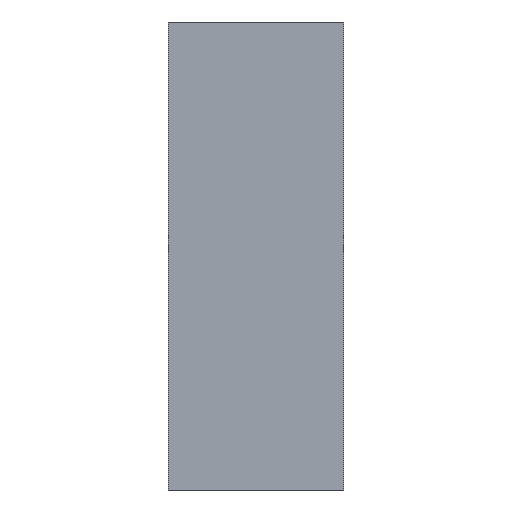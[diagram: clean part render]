
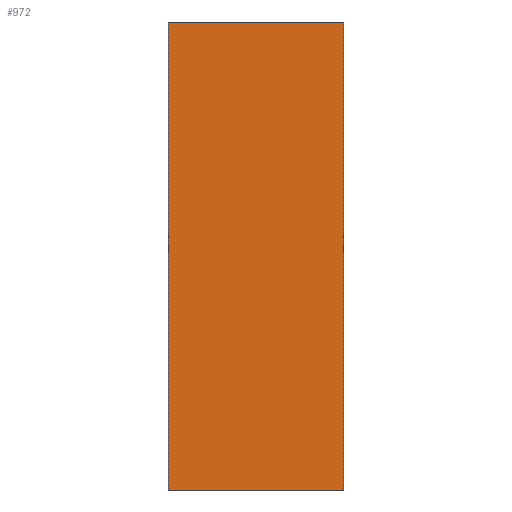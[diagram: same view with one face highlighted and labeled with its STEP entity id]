
A CAD part, left-side view. The second image highlights one B-rep face of the part: STEP entity #972.
In plain terms, the highlighted planar face has unit normal (-1, 0, 0).
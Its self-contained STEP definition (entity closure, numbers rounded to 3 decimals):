
#43 = VERTEX_POINT ( 'NONE', #2182 ) ;
#88 = VERTEX_POINT ( 'NONE', #2146 ) ;
#91 = VERTEX_POINT ( 'NONE', #2143 ) ;
#142 = VERTEX_POINT ( 'NONE', #995 ) ;
#166 = EDGE_LOOP ( 'NONE', ( #1649, #1648, #1647, #1646 ) ) ;
#408 = FACE_OUTER_BOUND ( 'NONE', #166, .T. ) ;
#575 = LINE ( 'NONE', #894, #576 ) ;
#576 = VECTOR ( 'NONE', #895, 1000. ) ;
#622 = EDGE_CURVE ( 'NONE', #88, #43, #1853, .T. ) ;
#728 = VECTOR ( 'NONE', #1217, 1000. ) ;
#742 = LINE ( 'NONE', #1196, #728 ) ;
#745 = LINE ( 'NONE', #1203, #746 ) ;
#746 = VECTOR ( 'NONE', #1204, 1000. ) ;
#894 = CARTESIAN_POINT ( 'NONE',  ( -1.6, 0.6, 1.6 ) ) ;
#895 = DIRECTION ( 'NONE',  ( 0., -1., 0. ) ) ;
#972 = ADVANCED_FACE ( 'NONE', ( #408 ), #2298, .F. ) ;
#995 = CARTESIAN_POINT ( 'NONE',  ( -1.6, 0., 0. ) ) ;
#1050 = EDGE_CURVE ( 'NONE', #88, #91, #575, .T. ) ;
#1079 = AXIS2_PLACEMENT_3D ( 'NONE', #2290, #2310, #2311 ) ;
#1196 = CARTESIAN_POINT ( 'NONE',  ( -1.6, 0.6, 0. ) ) ;
#1203 = CARTESIAN_POINT ( 'NONE',  ( -1.6, 0., 1.6 ) ) ;
#1204 = DIRECTION ( 'NONE',  ( 0., 0., -1. ) ) ;
#1217 = DIRECTION ( 'NONE',  ( 0., -1., 0. ) ) ;
#1527 = EDGE_CURVE ( 'NONE', #91, #142, #745, .T. ) ;
#1646 = ORIENTED_EDGE ( 'NONE', *, *, #622, .T. ) ;
#1647 = ORIENTED_EDGE ( 'NONE', *, *, #1050, .F. ) ;
#1648 = ORIENTED_EDGE ( 'NONE', *, *, #1527, .F. ) ;
#1649 = ORIENTED_EDGE ( 'NONE', *, *, #2134, .T. ) ;
#1853 = LINE ( 'NONE', #2380, #1874 ) ;
#1874 = VECTOR ( 'NONE', #2377, 1000. ) ;
#2134 = EDGE_CURVE ( 'NONE', #43, #142, #742, .T. ) ;
#2143 = CARTESIAN_POINT ( 'NONE',  ( -1.6, 0., 1.6 ) ) ;
#2146 = CARTESIAN_POINT ( 'NONE',  ( -1.6, 0.6, 1.6 ) ) ;
#2182 = CARTESIAN_POINT ( 'NONE',  ( -1.6, 0.6, 0. ) ) ;
#2290 = CARTESIAN_POINT ( 'NONE',  ( -1.6, 0.6, 1.6 ) ) ;
#2298 = PLANE ( 'NONE',  #1079 ) ;
#2310 = DIRECTION ( 'NONE',  ( 1., 0., 0. ) ) ;
#2311 = DIRECTION ( 'NONE',  ( 0., 1., 0. ) ) ;
#2377 = DIRECTION ( 'NONE',  ( 0., 0., -1. ) ) ;
#2380 = CARTESIAN_POINT ( 'NONE',  ( -1.6, 0.6, 1.6 ) ) ;
